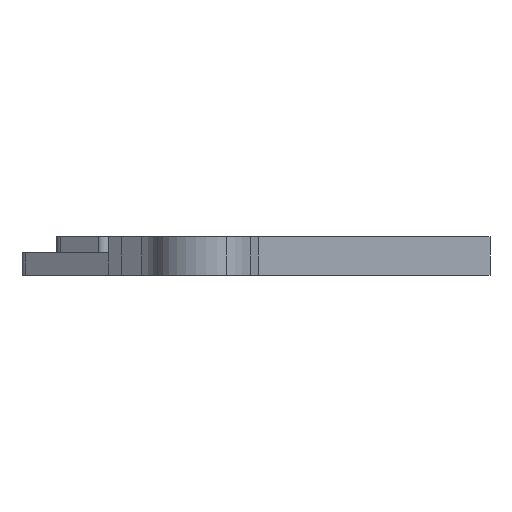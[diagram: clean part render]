
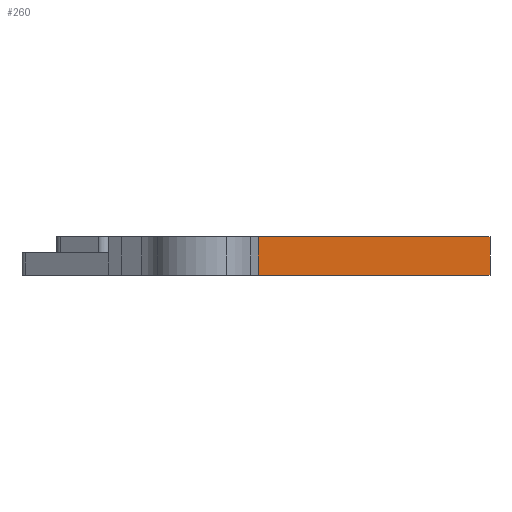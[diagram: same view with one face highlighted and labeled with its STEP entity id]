
A CAD part, front view. The second image highlights one B-rep face of the part: STEP entity #260.
In plain terms, the highlighted planar face has unit normal (0, -1, 0).
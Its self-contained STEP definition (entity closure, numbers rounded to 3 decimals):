
#233=AXIS2_PLACEMENT_3D('Plane Axis2P3D',#230,#231,#232) ;
#208=CARTESIAN_POINT('Vertex',(206.695,76.765,0.)) ;
#211=CARTESIAN_POINT('Line Origine',(206.695,76.765,6.)) ;
#215=CARTESIAN_POINT('Vertex',(206.695,76.765,12.)) ;
#230=CARTESIAN_POINT('Axis2P3D Location',(206.695,76.765,0.)) ;
#235=CARTESIAN_POINT('Line Origine',(242.695,76.765,0.)) ;
#239=CARTESIAN_POINT('Vertex',(278.695,76.765,0.)) ;
#242=CARTESIAN_POINT('Line Origine',(278.695,76.765,6.)) ;
#246=CARTESIAN_POINT('Vertex',(278.695,76.765,12.)) ;
#249=CARTESIAN_POINT('Line Origine',(242.695,76.765,12.)) ;
#212=DIRECTION('Vector Direction',(0.,0.,1.)) ;
#231=DIRECTION('Axis2P3D Direction',(0.,-1.,0.)) ;
#232=DIRECTION('Axis2P3D XDirection',(1.,0.,0.)) ;
#236=DIRECTION('Vector Direction',(1.,0.,0.)) ;
#243=DIRECTION('Vector Direction',(0.,0.,1.)) ;
#250=DIRECTION('Vector Direction',(1.,0.,0.)) ;
#213=VECTOR('Line Direction',#212,1.) ;
#237=VECTOR('Line Direction',#236,1.) ;
#244=VECTOR('Line Direction',#243,1.) ;
#251=VECTOR('Line Direction',#250,1.) ;
#255=ORIENTED_EDGE('',*,*,#217,.F.) ;
#256=ORIENTED_EDGE('',*,*,#241,.T.) ;
#257=ORIENTED_EDGE('',*,*,#248,.T.) ;
#258=ORIENTED_EDGE('',*,*,#253,.F.) ;
#260=ADVANCED_FACE('Hauptk\X2\00F6\X0\rper',(#259),#234,.T.) ;
#217=EDGE_CURVE('',#209,#216,#214,.T.) ;
#241=EDGE_CURVE('',#209,#240,#238,.T.) ;
#248=EDGE_CURVE('',#240,#247,#245,.T.) ;
#253=EDGE_CURVE('',#216,#247,#252,.T.) ;
#254=EDGE_LOOP('',(#255,#256,#257,#258)) ;
#259=FACE_OUTER_BOUND('',#254,.T.) ;
#214=LINE('Line',#211,#213) ;
#238=LINE('Line',#235,#237) ;
#245=LINE('Line',#242,#244) ;
#252=LINE('Line',#249,#251) ;
#234=PLANE('',#233) ;
#209=VERTEX_POINT('',#208) ;
#216=VERTEX_POINT('',#215) ;
#240=VERTEX_POINT('',#239) ;
#247=VERTEX_POINT('',#246) ;
